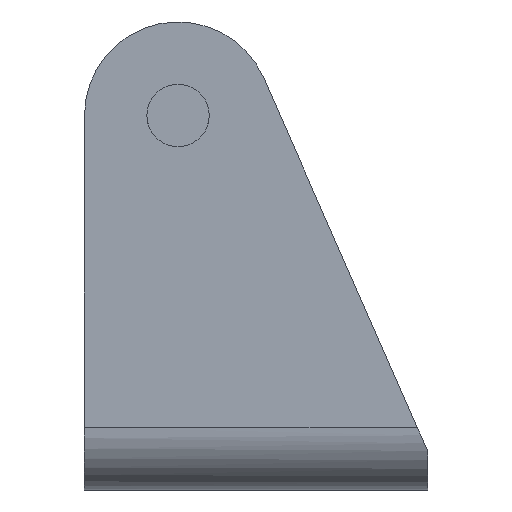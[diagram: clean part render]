
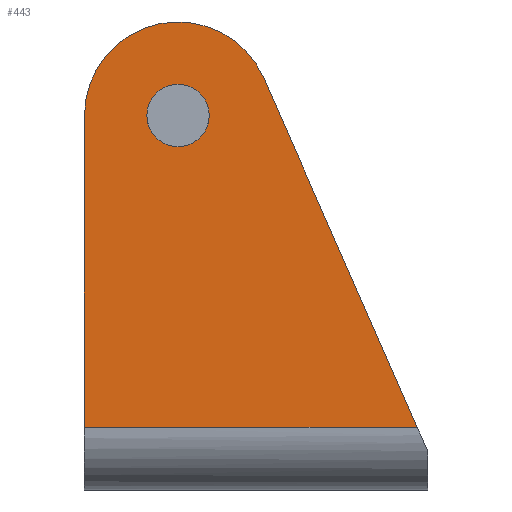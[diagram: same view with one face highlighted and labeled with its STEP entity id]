
A CAD part, top view. The second image highlights one B-rep face of the part: STEP entity #443.
In plain terms, the highlighted planar face has unit normal (0, 0, 1).
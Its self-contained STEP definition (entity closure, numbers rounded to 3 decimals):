
#178=CARTESIAN_POINT('',(-6.,-0.,6.5));
#179=VERTEX_POINT('',#178);
#188=CARTESIAN_POINT('',(5.493,2.414,6.5));
#189=VERTEX_POINT('',#188);
#190=CARTESIAN_POINT('',(0.,-0.,6.5));
#191=DIRECTION('',(0.,0.,1.));
#192=DIRECTION('',(1.,0.,-0.));
#193=AXIS2_PLACEMENT_3D('',#190,#191,#192);
#194=CIRCLE('',#193,6.);
#195=EDGE_CURVE('',#189,#179,#194,.T.);
#271=CARTESIAN_POINT('',(-6.,-20.,6.5));
#272=VERTEX_POINT('',#271);
#280=CARTESIAN_POINT('',(-6.,0.,6.5));
#281=DIRECTION('',(0.,-1.,0.));
#282=VECTOR('',#281,20.);
#283=LINE('',#280,#282);
#284=EDGE_CURVE('',#179,#272,#283,.T.);
#400=CARTESIAN_POINT('',(0.,-0.,6.5));
#401=DIRECTION('',(0.,0.,1.));
#402=DIRECTION('',(1.,0.,0.));
#403=AXIS2_PLACEMENT_3D('',#400,#401,#402);
#404=PLANE('',#403);
#405=CARTESIAN_POINT('',(-2.,0.,6.5));
#406=VERTEX_POINT('',#405);
#407=CARTESIAN_POINT('',(2.,-0.,6.5));
#408=VERTEX_POINT('',#407);
#409=CARTESIAN_POINT('',(0.,0.,6.5));
#410=DIRECTION('',(0.,0.,1.));
#411=DIRECTION('',(1.,0.,-0.));
#412=AXIS2_PLACEMENT_3D('',#409,#410,#411);
#413=CIRCLE('',#412,2.);
#414=EDGE_CURVE('',#406,#408,#413,.T.);
#415=ORIENTED_EDGE('',*,*,#414,.F.);
#416=CARTESIAN_POINT('',(0.,0.,6.5));
#417=DIRECTION('',(0.,0.,1.));
#418=DIRECTION('',(1.,0.,-0.));
#419=AXIS2_PLACEMENT_3D('',#416,#417,#418);
#420=CIRCLE('',#419,2.);
#421=EDGE_CURVE('',#408,#406,#420,.T.);
#422=ORIENTED_EDGE('',*,*,#421,.F.);
#423=EDGE_LOOP('',(#415,#422));
#424=FACE_BOUND('',#423,.T.);
#425=ORIENTED_EDGE('',*,*,#284,.T.);
#426=CARTESIAN_POINT('',(15.341,-20.,6.5));
#427=VERTEX_POINT('',#426);
#428=CARTESIAN_POINT('',(-6.,-20.,6.5));
#429=DIRECTION('',(1.,0.,-0.));
#430=VECTOR('',#429,21.341);
#431=LINE('',#428,#430);
#432=EDGE_CURVE('',#272,#427,#431,.T.);
#433=ORIENTED_EDGE('',*,*,#432,.T.);
#434=CARTESIAN_POINT('',(15.341,-20.,6.5));
#435=DIRECTION('',(-0.402,0.916,0.));
#436=VECTOR('',#435,24.482);
#437=LINE('',#434,#436);
#438=EDGE_CURVE('',#427,#189,#437,.T.);
#439=ORIENTED_EDGE('',*,*,#438,.T.);
#440=ORIENTED_EDGE('',*,*,#195,.T.);
#441=EDGE_LOOP('',(#425,#433,#439,#440));
#442=FACE_BOUND('',#441,.T.);
#443=ADVANCED_FACE('',(#424,#442),#404,.T.);
